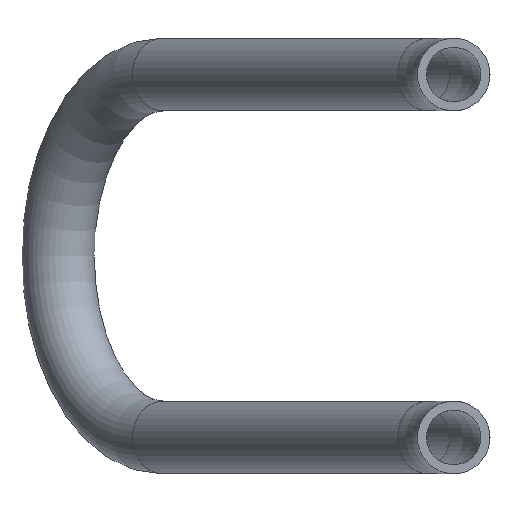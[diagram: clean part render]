
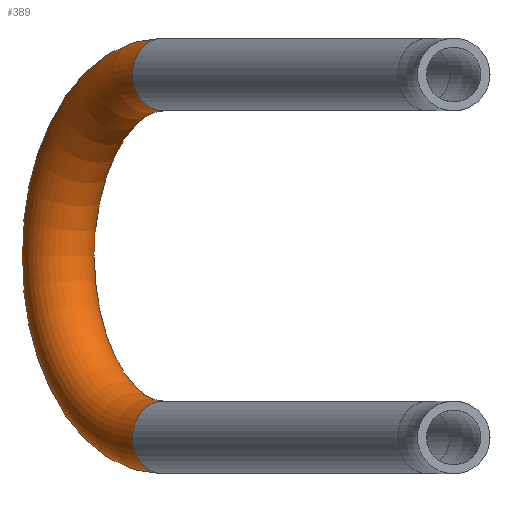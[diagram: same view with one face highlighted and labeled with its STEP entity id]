
A CAD part, left-side view. The second image highlights one B-rep face of the part: STEP entity #389.
In plain terms, the highlighted toroidal (fillet/blend) face has major radius 63.5 mm and minor radius 12.7 mm.
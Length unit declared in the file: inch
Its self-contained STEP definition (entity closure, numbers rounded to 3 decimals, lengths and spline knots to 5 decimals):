
#85=FACE_OUTER_BOUND('',#105,.T.);
#105=EDGE_LOOP('',(#279,#280,#281,#282,#283,#284));
#145=CIRCLE('',#440,0.5);
#146=CIRCLE('',#441,0.5);
#147=CIRCLE('',#442,2.);
#148=CIRCLE('',#443,0.5);
#149=CIRCLE('',#444,0.5);
#171=VERTEX_POINT('',#619);
#172=VERTEX_POINT('',#620);
#173=VERTEX_POINT('',#623);
#174=VERTEX_POINT('',#625);
#215=EDGE_CURVE('',#171,#172,#145,.T.);
#216=EDGE_CURVE('',#172,#171,#146,.T.);
#217=EDGE_CURVE('',#172,#173,#147,.T.);
#218=EDGE_CURVE('',#173,#174,#148,.T.);
#219=EDGE_CURVE('',#174,#173,#149,.T.);
#279=ORIENTED_EDGE('',*,*,#215,.F.);
#280=ORIENTED_EDGE('',*,*,#216,.F.);
#281=ORIENTED_EDGE('',*,*,#217,.T.);
#282=ORIENTED_EDGE('',*,*,#218,.T.);
#283=ORIENTED_EDGE('',*,*,#219,.T.);
#284=ORIENTED_EDGE('',*,*,#217,.F.);
#383=TOROIDAL_SURFACE('',#439,2.5,0.5);
#389=ADVANCED_FACE('',(#85),#383,.T.);
#439=AXIS2_PLACEMENT_3D('',#618,#511,#512);
#440=AXIS2_PLACEMENT_3D('',#621,#513,#514);
#441=AXIS2_PLACEMENT_3D('',#622,#515,#516);
#442=AXIS2_PLACEMENT_3D('',#624,#517,#518);
#443=AXIS2_PLACEMENT_3D('',#626,#519,#520);
#444=AXIS2_PLACEMENT_3D('',#627,#521,#522);
#511=DIRECTION('center_axis',(-0.574,0.819,0.));
#512=DIRECTION('ref_axis',(0.819,0.574,0.));
#513=DIRECTION('center_axis',(-0.819,-0.574,0.));
#514=DIRECTION('ref_axis',(-0.574,0.819,0.));
#515=DIRECTION('center_axis',(-0.819,-0.574,0.));
#516=DIRECTION('ref_axis',(-0.574,0.819,0.));
#517=DIRECTION('center_axis',(0.574,-0.819,0.));
#518=DIRECTION('ref_axis',(0.819,0.574,0.));
#519=DIRECTION('center_axis',(0.819,0.574,0.));
#520=DIRECTION('ref_axis',(-0.574,0.819,0.));
#521=DIRECTION('center_axis',(0.819,0.574,0.));
#522=DIRECTION('ref_axis',(-0.574,0.819,0.));
#618=CARTESIAN_POINT('Origin',(12.15907,18.88054,-15.65621));
#619=CARTESIAN_POINT('',(11.87229,19.29011,-18.15621));
#620=CARTESIAN_POINT('',(12.15907,18.88054,-17.65621));
#621=CARTESIAN_POINT('Origin',(12.15907,18.88054,-18.15621));
#622=CARTESIAN_POINT('Origin',(12.15907,18.88054,-18.15621));
#623=CARTESIAN_POINT('',(12.15907,18.88054,-13.65621));
#624=CARTESIAN_POINT('Origin',(12.15907,18.88054,-15.65621));
#625=CARTESIAN_POINT('',(12.44586,18.47096,-13.15621));
#626=CARTESIAN_POINT('Origin',(12.15907,18.88054,-13.15621));
#627=CARTESIAN_POINT('Origin',(12.15907,18.88054,-13.15621));
